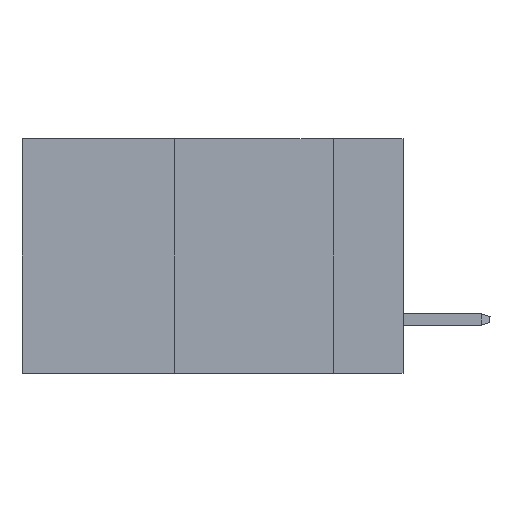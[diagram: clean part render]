
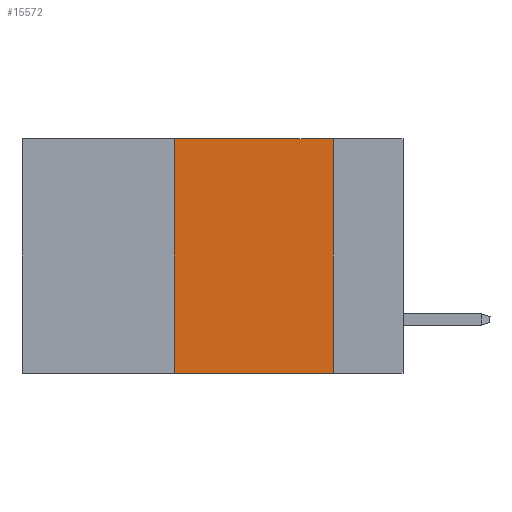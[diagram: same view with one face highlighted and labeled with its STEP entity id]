
A CAD part, left-side view. The second image highlights one B-rep face of the part: STEP entity #15572.
In plain terms, the highlighted planar face has unit normal (-1, 0, 0).
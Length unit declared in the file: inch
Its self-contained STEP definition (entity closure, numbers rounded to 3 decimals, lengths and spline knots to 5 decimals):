
#175 = LINE ( 'NONE', #10097, #19271 ) ;
#1164 = EDGE_CURVE ( 'NONE', #10165, #12969, #175, .T. ) ;
#1295 = CARTESIAN_POINT ( 'NONE',  ( 0., 0.11, 0. ) ) ;
#1431 = EDGE_LOOP ( 'NONE', ( #11303, #10478, #5459, #7227 ) ) ;
#1544 = CARTESIAN_POINT ( 'NONE',  ( 0., 0.6, 0. ) ) ;
#2153 = CARTESIAN_POINT ( 'NONE',  ( 0., 0.6, -0.37 ) ) ;
#2341 = CARTESIAN_POINT ( 'NONE',  ( 0., 0.36, -0.37 ) ) ;
#3427 = EDGE_CURVE ( 'NONE', #6352, #12387, #7362, .T. ) ;
#3619 = DIRECTION ( 'NONE',  ( 0., -1., 0. ) ) ;
#4770 = DIRECTION ( 'NONE',  ( 1., 0., 0. ) ) ;
#5057 = VECTOR ( 'NONE', #3619, 39.37008 ) ;
#5459 = ORIENTED_EDGE ( 'NONE', *, *, #1164, .F. ) ;
#6352 = VERTEX_POINT ( 'NONE', #8913 ) ;
#6947 = DIRECTION ( 'NONE',  ( 0., 0., 1. ) ) ;
#6957 = DIRECTION ( 'NONE',  ( 0., -1., 0. ) ) ;
#7227 = ORIENTED_EDGE ( 'NONE', *, *, #11964, .T. ) ;
#7362 = LINE ( 'NONE', #1295, #20549 ) ;
#7507 = CARTESIAN_POINT ( 'NONE',  ( 0., 0.36, 0. ) ) ;
#7902 = DIRECTION ( 'NONE',  ( 0., 0., -1. ) ) ;
#7980 = CARTESIAN_POINT ( 'NONE',  ( 0., 0.11, -0.37 ) ) ;
#8116 = AXIS2_PLACEMENT_3D ( 'NONE', #1544, #4770, #7902 ) ;
#8913 = CARTESIAN_POINT ( 'NONE',  ( 0., 0.11, 0. ) ) ;
#10097 = CARTESIAN_POINT ( 'NONE',  ( 0., 0.36, 0. ) ) ;
#10165 = VERTEX_POINT ( 'NONE', #2341 ) ;
#10217 = LINE ( 'NONE', #19458, #10806 ) ;
#10478 = ORIENTED_EDGE ( 'NONE', *, *, #15627, .F. ) ;
#10806 = VECTOR ( 'NONE', #6957, 39.37008 ) ;
#11303 = ORIENTED_EDGE ( 'NONE', *, *, #3427, .F. ) ;
#11964 = EDGE_CURVE ( 'NONE', #10165, #12387, #13262, .T. ) ;
#12387 = VERTEX_POINT ( 'NONE', #7980 ) ;
#12634 = FACE_OUTER_BOUND ( 'NONE', #1431, .T. ) ;
#12969 = VERTEX_POINT ( 'NONE', #7507 ) ;
#13262 = LINE ( 'NONE', #2153, #5057 ) ;
#13770 = DIRECTION ( 'NONE',  ( 0., 0., -1. ) ) ;
#15572 = ADVANCED_FACE ( 'NONE', ( #12634 ), #19146, .F. ) ;
#15627 = EDGE_CURVE ( 'NONE', #12969, #6352, #10217, .T. ) ;
#19146 = PLANE ( 'NONE',  #8116 ) ;
#19271 = VECTOR ( 'NONE', #6947, 39.37008 ) ;
#19458 = CARTESIAN_POINT ( 'NONE',  ( 0., 0.6, 0. ) ) ;
#20549 = VECTOR ( 'NONE', #13770, 39.37008 ) ;
